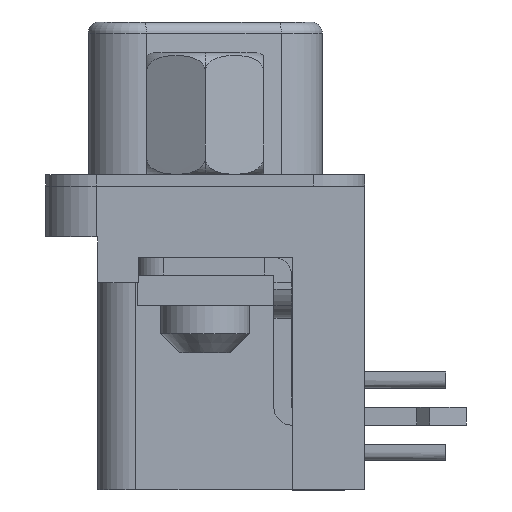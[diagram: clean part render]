
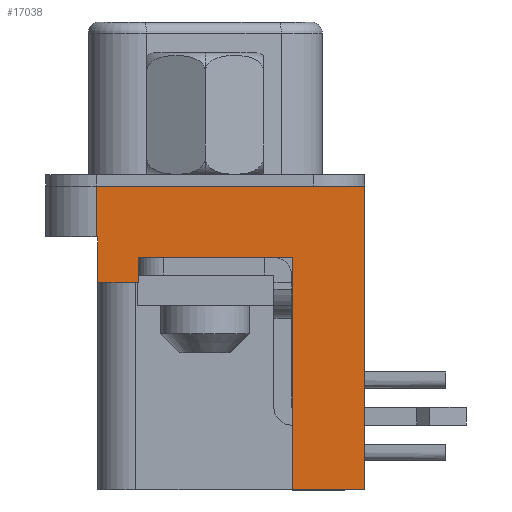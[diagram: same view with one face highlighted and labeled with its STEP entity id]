
A CAD part, left-side view. The second image highlights one B-rep face of the part: STEP entity #17038.
In plain terms, the highlighted planar face has unit normal (-1, 0, 0).
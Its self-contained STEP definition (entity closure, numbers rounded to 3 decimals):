
#903 = VERTEX_POINT ( 'NONE', #3530 ) ;
#970 = VERTEX_POINT ( 'NONE', #21016 ) ;
#1074 = ORIENTED_EDGE ( 'NONE', *, *, #7463, .T. ) ;
#1522 = VECTOR ( 'NONE', #25256, 1000. ) ;
#1561 = CARTESIAN_POINT ( 'NONE',  ( -26.55, -2.175, 2.625 ) ) ;
#1570 = ORIENTED_EDGE ( 'NONE', *, *, #11055, .T. ) ;
#1882 = CARTESIAN_POINT ( 'NONE',  ( -26.55, -3.975, 4.225 ) ) ;
#2146 = ORIENTED_EDGE ( 'NONE', *, *, #29138, .F. ) ;
#2180 = LINE ( 'NONE', #23229, #19972 ) ;
#2542 = LINE ( 'NONE', #7509, #8090 ) ;
#2666 = LINE ( 'NONE', #3233, #6753 ) ;
#2729 = DIRECTION ( 'NONE',  ( 0., 0., -1. ) ) ;
#3233 = CARTESIAN_POINT ( 'NONE',  ( -26.55, -5.975, -6.275 ) ) ;
#3365 = ORIENTED_EDGE ( 'NONE', *, *, #4204, .T. ) ;
#3416 = DIRECTION ( 'NONE',  ( 0., 1., 0. ) ) ;
#3530 = CARTESIAN_POINT ( 'NONE',  ( -26.55, 5.975, -3.425 ) ) ;
#4204 = EDGE_CURVE ( 'NONE', #14938, #903, #28400, .T. ) ;
#4581 = VERTEX_POINT ( 'NONE', #21084 ) ;
#5017 = CARTESIAN_POINT ( 'NONE',  ( -26.55, 0., 0. ) ) ;
#5038 = CARTESIAN_POINT ( 'NONE',  ( -26.55, -2.175, 4.225 ) ) ;
#5124 = LINE ( 'NONE', #14605, #13293 ) ;
#5299 = ORIENTED_EDGE ( 'NONE', *, *, #30248, .T. ) ;
#6753 = VECTOR ( 'NONE', #12129, 1000. ) ;
#7357 = VECTOR ( 'NONE', #9674, 1000. ) ;
#7463 = EDGE_CURVE ( 'NONE', #7867, #29611, #2666, .T. ) ;
#7509 = CARTESIAN_POINT ( 'NONE',  ( -26.55, 5.975, 4.225 ) ) ;
#7867 = VERTEX_POINT ( 'NONE', #16108 ) ;
#8090 = VECTOR ( 'NONE', #26389, 1000. ) ;
#8520 = DIRECTION ( 'NONE',  ( 0., 1., 0. ) ) ;
#9025 = VERTEX_POINT ( 'NONE', #19400 ) ;
#9143 = DIRECTION ( 'NONE',  ( 0., 0., -1. ) ) ;
#9674 = DIRECTION ( 'NONE',  ( 0., 1., 0. ) ) ;
#9685 = VECTOR ( 'NONE', #2729, 1000. ) ;
#10731 = ORIENTED_EDGE ( 'NONE', *, *, #17035, .T. ) ;
#10922 = VERTEX_POINT ( 'NONE', #1561 ) ;
#11055 = EDGE_CURVE ( 'NONE', #29611, #4581, #2180, .T. ) ;
#11557 = CARTESIAN_POINT ( 'NONE',  ( -26.55, -5.975, 4.275 ) ) ;
#11764 = EDGE_CURVE ( 'NONE', #970, #7867, #13212, .T. ) ;
#12129 = DIRECTION ( 'NONE',  ( 0., 0., 1. ) ) ;
#12471 = VECTOR ( 'NONE', #8520, 1000. ) ;
#13212 = LINE ( 'NONE', #13364, #1522 ) ;
#13238 = ORIENTED_EDGE ( 'NONE', *, *, #24963, .T. ) ;
#13293 = VECTOR ( 'NONE', #9143, 1000. ) ;
#13364 = CARTESIAN_POINT ( 'NONE',  ( -26.55, 5.975, -6.275 ) ) ;
#13600 = ORIENTED_EDGE ( 'NONE', *, *, #23832, .T. ) ;
#13669 = DIRECTION ( 'NONE',  ( 0., 1., 0. ) ) ;
#14330 = CARTESIAN_POINT ( 'NONE',  ( -26.55, -2.175, -3.425 ) ) ;
#14345 = DIRECTION ( 'NONE',  ( 0., 0., -1. ) ) ;
#14605 = CARTESIAN_POINT ( 'NONE',  ( -26.55, -3.975, 6.275 ) ) ;
#14938 = VERTEX_POINT ( 'NONE', #30456 ) ;
#16108 = CARTESIAN_POINT ( 'NONE',  ( -26.55, -5.975, -6.275 ) ) ;
#16511 = FACE_OUTER_BOUND ( 'NONE', #27364, .T. ) ;
#16663 = CARTESIAN_POINT ( 'NONE',  ( -26.55, -2.175, 4.225 ) ) ;
#17035 = EDGE_CURVE ( 'NONE', #9025, #14938, #26239, .T. ) ;
#17038 = ADVANCED_FACE ( 'NONE', ( #16511 ), #28568, .T. ) ;
#17566 = EDGE_CURVE ( 'NONE', #26486, #27105, #29565, .T. ) ;
#18663 = DIRECTION ( 'NONE',  ( -1., 0., 0. ) ) ;
#18854 = VECTOR ( 'NONE', #14345, 1000. ) ;
#19400 = CARTESIAN_POINT ( 'NONE',  ( -26.55, -3.175, 2.625 ) ) ;
#19972 = VECTOR ( 'NONE', #13669, 1000. ) ;
#20643 = VECTOR ( 'NONE', #3416, 1000. ) ;
#21016 = CARTESIAN_POINT ( 'NONE',  ( -26.55, 5.975, -6.275 ) ) ;
#21084 = CARTESIAN_POINT ( 'NONE',  ( -26.55, -3.975, 4.275 ) ) ;
#21137 = DIRECTION ( 'NONE',  ( 0., 0., 1. ) ) ;
#21147 = ORIENTED_EDGE ( 'NONE', *, *, #17566, .T. ) ;
#21998 = LINE ( 'NONE', #22458, #20643 ) ;
#22458 = CARTESIAN_POINT ( 'NONE',  ( -26.55, -3.175, 2.625 ) ) ;
#22819 = AXIS2_PLACEMENT_3D ( 'NONE', #5017, #18663, #21137 ) ;
#23229 = CARTESIAN_POINT ( 'NONE',  ( -26.55, 0., 4.275 ) ) ;
#23607 = CARTESIAN_POINT ( 'NONE',  ( -26.55, -3.175, 2.625 ) ) ;
#23832 = EDGE_CURVE ( 'NONE', #27105, #10922, #29052, .T. ) ;
#24963 = EDGE_CURVE ( 'NONE', #903, #970, #2542, .T. ) ;
#25256 = DIRECTION ( 'NONE',  ( 0., -1., 0. ) ) ;
#26239 = LINE ( 'NONE', #23607, #18854 ) ;
#26389 = DIRECTION ( 'NONE',  ( 0., 0., -1. ) ) ;
#26486 = VERTEX_POINT ( 'NONE', #1882 ) ;
#27105 = VERTEX_POINT ( 'NONE', #16663 ) ;
#27364 = EDGE_LOOP ( 'NONE', ( #1074, #1570, #5299, #21147, #13600, #2146, #10731, #3365, #13238, #29835 ) ) ;
#28400 = LINE ( 'NONE', #14330, #7357 ) ;
#28568 = PLANE ( 'NONE',  #22819 ) ;
#29052 = LINE ( 'NONE', #5038, #9685 ) ;
#29138 = EDGE_CURVE ( 'NONE', #9025, #10922, #21998, .T. ) ;
#29404 = CARTESIAN_POINT ( 'NONE',  ( -26.55, -3.975, 4.225 ) ) ;
#29565 = LINE ( 'NONE', #29404, #12471 ) ;
#29611 = VERTEX_POINT ( 'NONE', #11557 ) ;
#29835 = ORIENTED_EDGE ( 'NONE', *, *, #11764, .T. ) ;
#30248 = EDGE_CURVE ( 'NONE', #4581, #26486, #5124, .T. ) ;
#30456 = CARTESIAN_POINT ( 'NONE',  ( -26.55, -3.175, -3.425 ) ) ;
